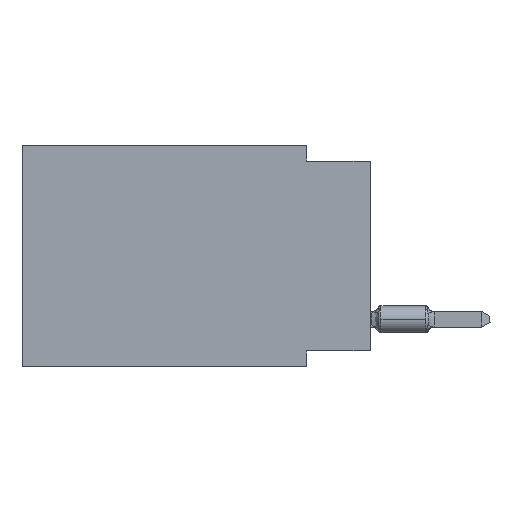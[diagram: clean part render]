
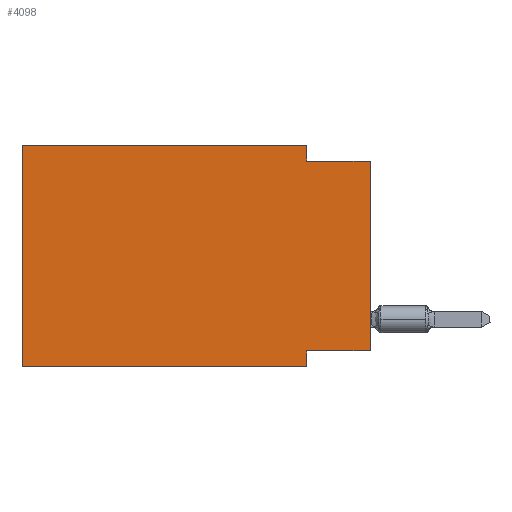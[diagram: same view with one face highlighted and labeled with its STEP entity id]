
A CAD part, left-side view. The second image highlights one B-rep face of the part: STEP entity #4098.
In plain terms, the highlighted planar face has unit normal (-1, 0, 0).
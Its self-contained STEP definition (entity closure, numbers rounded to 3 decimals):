
#393 = EDGE_CURVE ( 'NONE', #9595, #4663, #17254, .T. ) ;
#843 = CARTESIAN_POINT ( 'NONE',  ( 0., 0., -0.635 ) ) ;
#1216 = VECTOR ( 'NONE', #7970, 1000. ) ;
#1322 = CARTESIAN_POINT ( 'NONE',  ( 0., 13.97, -8.89 ) ) ;
#2568 = DIRECTION ( 'NONE',  ( 0., -1., 0. ) ) ;
#3005 = CARTESIAN_POINT ( 'NONE',  ( 0., 13.97, -8.89 ) ) ;
#3111 = ORIENTED_EDGE ( 'NONE', *, *, #18743, .T. ) ;
#4098 = ADVANCED_FACE ( 'NONE', ( #16868 ), #9661, .F. ) ;
#4239 = CARTESIAN_POINT ( 'NONE',  ( 0., 2.54, -8.89 ) ) ;
#4474 = LINE ( 'NONE', #4239, #15118 ) ;
#4663 = VERTEX_POINT ( 'NONE', #11958 ) ;
#4679 = VERTEX_POINT ( 'NONE', #15392 ) ;
#4720 = DIRECTION ( 'NONE',  ( 0., -1., 0. ) ) ;
#5169 = CARTESIAN_POINT ( 'NONE',  ( 0., 13.97, 0. ) ) ;
#5410 = VECTOR ( 'NONE', #11917, 1000. ) ;
#5420 = EDGE_CURVE ( 'NONE', #4679, #8237, #5784, .T. ) ;
#5784 = LINE ( 'NONE', #843, #19854 ) ;
#5835 = EDGE_CURVE ( 'NONE', #14553, #4663, #4474, .T. ) ;
#6086 = CARTESIAN_POINT ( 'NONE',  ( 0., 2.54, -8.255 ) ) ;
#6217 = VECTOR ( 'NONE', #15498, 1000. ) ;
#6336 = ORIENTED_EDGE ( 'NONE', *, *, #5835, .F. ) ;
#6422 = DIRECTION ( 'NONE',  ( 0., 0., -1. ) ) ;
#6557 = VECTOR ( 'NONE', #20672, 1000. ) ;
#6781 = CARTESIAN_POINT ( 'NONE',  ( 0., 13.97, 0. ) ) ;
#7155 = VERTEX_POINT ( 'NONE', #5169 ) ;
#7219 = CARTESIAN_POINT ( 'NONE',  ( 0., 0., -8.255 ) ) ;
#7514 = EDGE_LOOP ( 'NONE', ( #3111, #20856, #15575, #15400, #12075, #20736, #6336, #20402 ) ) ;
#7970 = DIRECTION ( 'NONE',  ( 0., 0., -1. ) ) ;
#8068 = EDGE_CURVE ( 'NONE', #15706, #4679, #11181, .T. ) ;
#8237 = VERTEX_POINT ( 'NONE', #15877 ) ;
#8480 = LINE ( 'NONE', #18926, #5410 ) ;
#9405 = VECTOR ( 'NONE', #4720, 1000. ) ;
#9595 = VERTEX_POINT ( 'NONE', #1322 ) ;
#9661 = PLANE ( 'NONE',  #15388 ) ;
#11181 = LINE ( 'NONE', #18082, #1216 ) ;
#11509 = DIRECTION ( 'NONE',  ( 0., 0., -1. ) ) ;
#11725 = LINE ( 'NONE', #18729, #6217 ) ;
#11917 = DIRECTION ( 'NONE',  ( 0., -1., 0. ) ) ;
#11958 = CARTESIAN_POINT ( 'NONE',  ( 0., 2.54, -8.89 ) ) ;
#12066 = DIRECTION ( 'NONE',  ( 0., 1., 0. ) ) ;
#12075 = ORIENTED_EDGE ( 'NONE', *, *, #18178, .F. ) ;
#13105 = VECTOR ( 'NONE', #12066, 1000. ) ;
#13152 = CARTESIAN_POINT ( 'NONE',  ( 0., 2.54, 0. ) ) ;
#14553 = VERTEX_POINT ( 'NONE', #6086 ) ;
#15094 = EDGE_CURVE ( 'NONE', #22485, #14553, #20786, .T. ) ;
#15118 = VECTOR ( 'NONE', #11509, 1000. ) ;
#15388 = AXIS2_PLACEMENT_3D ( 'NONE', #20198, #16635, #6422 ) ;
#15392 = CARTESIAN_POINT ( 'NONE',  ( 0., 2.54, -0.635 ) ) ;
#15400 = ORIENTED_EDGE ( 'NONE', *, *, #17488, .F. ) ;
#15498 = DIRECTION ( 'NONE',  ( 0., 0., 1. ) ) ;
#15575 = ORIENTED_EDGE ( 'NONE', *, *, #8068, .F. ) ;
#15706 = VERTEX_POINT ( 'NONE', #13152 ) ;
#15877 = CARTESIAN_POINT ( 'NONE',  ( 0., 0., -0.635 ) ) ;
#16635 = DIRECTION ( 'NONE',  ( 1., 0., 0. ) ) ;
#16868 = FACE_OUTER_BOUND ( 'NONE', #7514, .T. ) ;
#17111 = LINE ( 'NONE', #6781, #6557 ) ;
#17254 = LINE ( 'NONE', #3005, #9405 ) ;
#17488 = EDGE_CURVE ( 'NONE', #7155, #15706, #8480, .T. ) ;
#18082 = CARTESIAN_POINT ( 'NONE',  ( 0., 2.54, 0. ) ) ;
#18178 = EDGE_CURVE ( 'NONE', #9595, #7155, #17111, .T. ) ;
#18729 = CARTESIAN_POINT ( 'NONE',  ( 0., 0., 0. ) ) ;
#18743 = EDGE_CURVE ( 'NONE', #22485, #8237, #11725, .T. ) ;
#18926 = CARTESIAN_POINT ( 'NONE',  ( 0., 13.97, 0. ) ) ;
#19299 = CARTESIAN_POINT ( 'NONE',  ( 0., 0., -8.255 ) ) ;
#19854 = VECTOR ( 'NONE', #2568, 1000. ) ;
#20198 = CARTESIAN_POINT ( 'NONE',  ( 0., 13.97, 0. ) ) ;
#20402 = ORIENTED_EDGE ( 'NONE', *, *, #15094, .F. ) ;
#20672 = DIRECTION ( 'NONE',  ( 0., 0., 1. ) ) ;
#20736 = ORIENTED_EDGE ( 'NONE', *, *, #393, .T. ) ;
#20786 = LINE ( 'NONE', #19299, #13105 ) ;
#20856 = ORIENTED_EDGE ( 'NONE', *, *, #5420, .F. ) ;
#22485 = VERTEX_POINT ( 'NONE', #7219 ) ;
